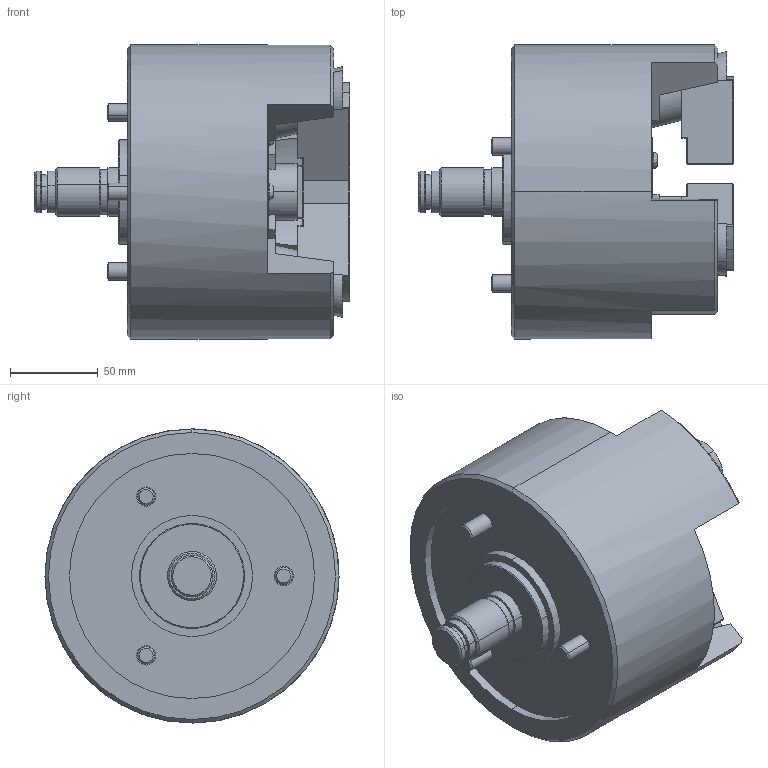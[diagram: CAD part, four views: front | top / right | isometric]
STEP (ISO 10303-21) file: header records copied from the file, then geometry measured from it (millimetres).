
FILE_DESCRIPTION (( 'STEP AP203' ), '1' );
FILE_NAME ('CF-3U-206K.STEP', '2020-01-21T10:02:15', ( 'temp' ), ( '' ), 'SwSTEP 2.0', 'SolidWorks 2016', '' );
FILE_SCHEMA (( 'CONFIG_CONTROL_DESIGN' ));
Length unit declared in the file: millimetre
Products named in the file (9): CF-3U-206-07000; 圓頭內六角螺栓_M10x80; CF-3U-206-03000; 圓頭內六角螺栓_M10x25; CF-3U-206-08000; CF-3U-206-01000; 半圓頭六角孔螺栓_M5x10; CF-3U-206K; CF-3U-206K-01000
Assembly tree (18 placements, depth 2):
  CF-3U-206K
    CF-3U-206-01000
    CF-3U-206K-01000
    CF-3U-206-03000  x3
    CF-3U-206-07000  x3
    CF-3U-206-08000
    圓頭內六角螺栓_M10x25  x3
    半圓頭六角孔螺栓_M5x10  x3
    圓頭內六角螺栓_M10x80  x3
Bounding box: 180 x 168 x 168 mm (x, y, z)
Volume: 2232119.1 mm3; surface area: 212565 mm2
Topology: 18 solids, 18 shells, 524 faces, 1201 edges, 724 vertices
Faces by surface type: plane 278, cylinder 138, cone 90, bspline 18
Entity records: 9484 total; most frequent: CARTESIAN_POINT 2069, DIRECTION 1370, ORIENTED_EDGE 1234, EDGE_CURVE 617, AXIS2_PLACEMENT_3D 534, VERTEX_POINT 390, EDGE_LOOP 303, VECTOR 302
